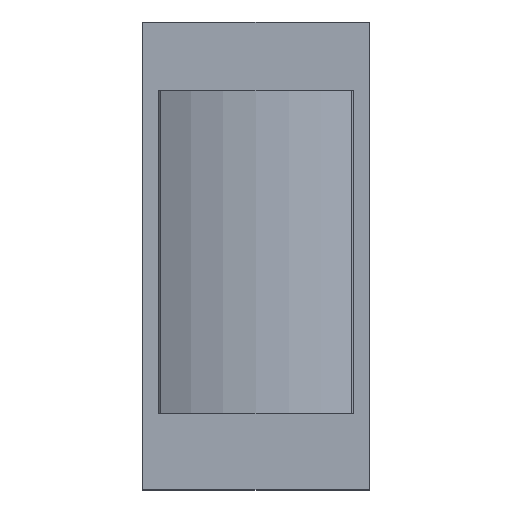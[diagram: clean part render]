
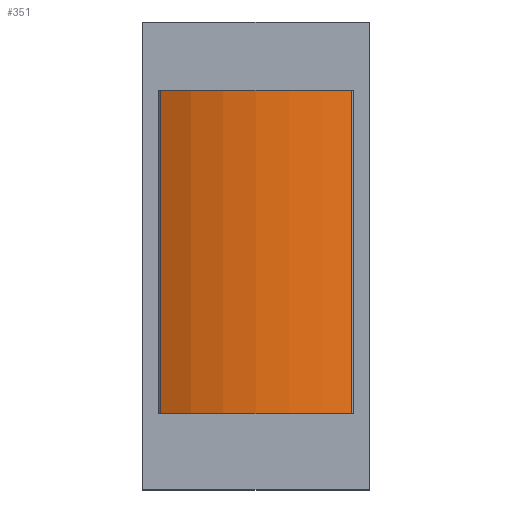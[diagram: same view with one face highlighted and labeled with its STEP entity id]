
A CAD part, top view. The second image highlights one B-rep face of the part: STEP entity #351.
In plain terms, the highlighted cylindrical face has radius 11.963 mm (diameter 23.927 mm), a partial arc.
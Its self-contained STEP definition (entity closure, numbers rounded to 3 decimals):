
#41=CYLINDRICAL_SURFACE('',#1002,11.963);
#46=CIRCLE('',#998,11.963);
#47=CIRCLE('',#1000,11.963);
#351=ADVANCED_FACE('',(#418),#41,.T.);
#418=FACE_OUTER_BOUND('',#460,.T.);
#460=EDGE_LOOP('',(#628,#629,#630,#631));
#628=ORIENTED_EDGE('',*,*,#789,.T.);
#629=ORIENTED_EDGE('',*,*,#772,.T.);
#630=ORIENTED_EDGE('',*,*,#791,.F.);
#631=ORIENTED_EDGE('',*,*,#770,.T.);
#691=VERTEX_POINT('',#1315);
#693=VERTEX_POINT('',#1319);
#694=VERTEX_POINT('',#1323);
#696=VERTEX_POINT('',#1326);
#770=EDGE_CURVE('',#691,#693,#858,.T.);
#772=EDGE_CURVE('',#696,#694,#859,.T.);
#789=EDGE_CURVE('',#693,#696,#46,.T.);
#791=EDGE_CURVE('',#691,#694,#47,.T.);
#858=LINE('',#1320,#942);
#859=LINE('',#1325,#943);
#942=VECTOR('',#1121,1.);
#943=VECTOR('',#1126,1.);
#998=AXIS2_PLACEMENT_3D('',#1358,#1160,#1161);
#1000=AXIS2_PLACEMENT_3D('',#1361,#1165,#1166);
#1002=AXIS2_PLACEMENT_3D('',#1365,#1171,#1172);
#1121=DIRECTION('',(0.,0.,-1.));
#1126=DIRECTION('',(0.,0.,1.));
#1160=DIRECTION('',(0.,0.,1.));
#1161=DIRECTION('',(1.,0.,0.));
#1165=DIRECTION('',(0.,0.,1.));
#1166=DIRECTION('',(1.,0.,0.));
#1171=DIRECTION('',(0.,0.,-1.));
#1172=DIRECTION('',(-1.,0.,0.));
#1315=CARTESIAN_POINT('',(11.495,0.657,19.3));
#1319=CARTESIAN_POINT('',(11.495,0.657,0.));
#1320=CARTESIAN_POINT('',(11.495,0.657,19.3));
#1323=CARTESIAN_POINT('',(0.105,0.657,19.3));
#1325=CARTESIAN_POINT('',(0.105,0.657,19.3));
#1326=CARTESIAN_POINT('',(0.105,0.657,0.));
#1358=CARTESIAN_POINT('',(5.8,-9.863,0.));
#1361=CARTESIAN_POINT('',(5.8,-9.863,19.3));
#1365=CARTESIAN_POINT('',(5.8,-9.863,19.3));
